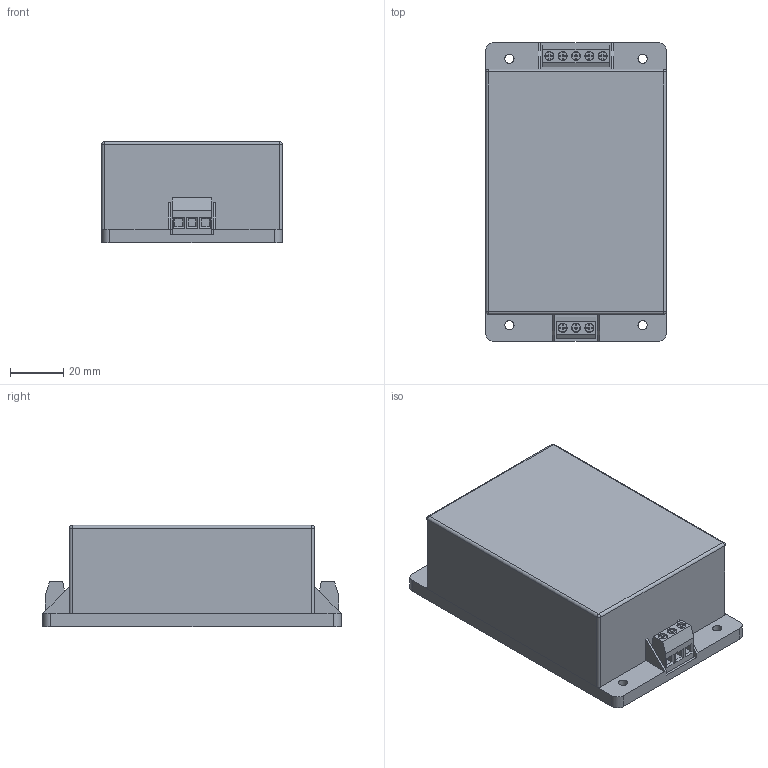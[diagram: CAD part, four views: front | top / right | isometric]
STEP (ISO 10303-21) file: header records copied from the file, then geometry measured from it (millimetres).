
FILE_DESCRIPTION(('FreeCAD Model'),'2;1');
FILE_NAME('TMDC-60-2412.step','2017-06-08T15:49:04',( 'kicad StepUp'),('ksu MCAD'),'Open CASCADE STEP processor 6.8', 'FreeCAD','Unknown');
FILE_SCHEMA(('AUTOMOTIVE_DESIGN_CC2 { 1 2 10303 214 -1 1 5 4 }'));
Length unit declared in the file: millimetre
Products named in the file (1): TMDC-60-2412
Bounding box: 67.8 x 112 x 38 mm (x, y, z)
Volume: 246335 mm3; surface area: 30182 mm2
Topology: 1 solids, 1 shells, 268 faces, 676 edges, 432 vertices
Faces by surface type: plane 232, cylinder 32, sphere 4
Full cylindrical faces by diameter (mm): 3.2 x8, 3.4 x8, 3.5 x4
Entity records: 9782 total; most frequent: CARTESIAN_POINT 1373, ORIENTED_EDGE 1344, DIRECTION 1314, EDGE_CURVE 672, LINE 568, VECTOR 568, VERTEX_POINT 432, AXIS2_PLACEMENT_3D 373
